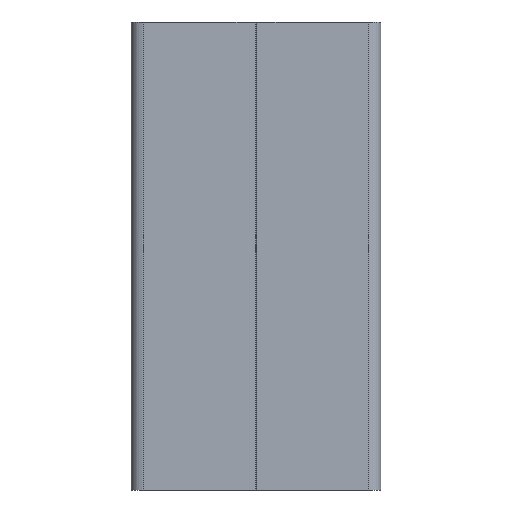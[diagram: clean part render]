
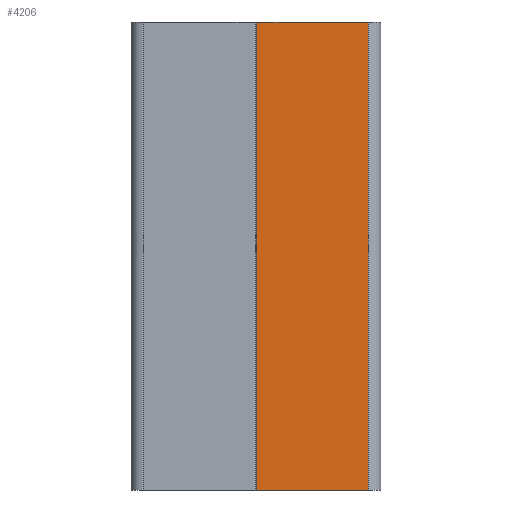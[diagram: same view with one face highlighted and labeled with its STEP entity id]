
A CAD part, front view. The second image highlights one B-rep face of the part: STEP entity #4206.
In plain terms, the highlighted planar face has unit normal (0, -1, 0).
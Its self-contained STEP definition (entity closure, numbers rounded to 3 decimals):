
#43 = PLANE('',#44);
#44 = AXIS2_PLACEMENT_3D('',#45,#46,#47);
#45 = CARTESIAN_POINT('',(40.,7.99,150.));
#46 = DIRECTION('',(0.,0.,1.));
#47 = DIRECTION('',(1.,0.,-0.));
#96 = PLANE('',#97);
#97 = AXIS2_PLACEMENT_3D('',#98,#99,#100);
#98 = CARTESIAN_POINT('',(40.,7.99,0.));
#99 = DIRECTION('',(0.,0.,1.));
#100 = DIRECTION('',(1.,0.,-0.));
#832 = VERTEX_POINT('',#833);
#833 = CARTESIAN_POINT('',(76.,0.,0.));
#848 = CYLINDRICAL_SURFACE('',#849,4.);
#849 = AXIS2_PLACEMENT_3D('',#850,#851,#852);
#850 = CARTESIAN_POINT('',(76.,4.,0.));
#851 = DIRECTION('',(-0.,-0.,1.));
#852 = DIRECTION('',(0.,-1.,0.));
#860 = EDGE_CURVE('',#861,#832,#863,.T.);
#861 = VERTEX_POINT('',#862);
#862 = CARTESIAN_POINT('',(40.3,0.,0.));
#863 = SURFACE_CURVE('',#864,(#868,#875),.PCURVE_S1.);
#864 = LINE('',#865,#866);
#865 = CARTESIAN_POINT('',(40.3,0.,0.));
#866 = VECTOR('',#867,1.);
#867 = DIRECTION('',(1.,0.,0.));
#868 = PCURVE('',#96,#869);
#869 = DEFINITIONAL_REPRESENTATION('',(#870),#874);
#870 = LINE('',#871,#872);
#871 = CARTESIAN_POINT('',(0.3,-7.99));
#872 = VECTOR('',#873,1.);
#873 = DIRECTION('',(1.,0.));
#874 = ( GEOMETRIC_REPRESENTATION_CONTEXT(2) 
PARAMETRIC_REPRESENTATION_CONTEXT() REPRESENTATION_CONTEXT('2D SPACE',''
  ) );
#875 = PCURVE('',#876,#881);
#876 = PLANE('',#877);
#877 = AXIS2_PLACEMENT_3D('',#878,#879,#880);
#878 = CARTESIAN_POINT('',(76.,0.,0.));
#879 = DIRECTION('',(0.,-1.,0.));
#880 = DIRECTION('',(0.,0.,-1.));
#881 = DEFINITIONAL_REPRESENTATION('',(#882),#886);
#882 = LINE('',#883,#884);
#883 = CARTESIAN_POINT('',(0.,-35.7));
#884 = VECTOR('',#885,1.);
#885 = DIRECTION('',(0.,1.));
#886 = ( GEOMETRIC_REPRESENTATION_CONTEXT(2) 
PARAMETRIC_REPRESENTATION_CONTEXT() REPRESENTATION_CONTEXT('2D SPACE',''
  ) );
#904 = PLANE('',#905);
#905 = AXIS2_PLACEMENT_3D('',#906,#907,#908);
#906 = CARTESIAN_POINT('',(40.3,0.,0.));
#907 = DIRECTION('',(-0.707,-0.707,0.));
#908 = DIRECTION('',(-0.707,0.707,0.));
#2623 = VERTEX_POINT('',#2624);
#2624 = CARTESIAN_POINT('',(40.3,0.,150.));
#2645 = EDGE_CURVE('',#2646,#2623,#2648,.T.);
#2646 = VERTEX_POINT('',#2647);
#2647 = CARTESIAN_POINT('',(76.,0.,150.));
#2648 = SURFACE_CURVE('',#2649,(#2653,#2660),.PCURVE_S1.);
#2649 = LINE('',#2650,#2651);
#2650 = CARTESIAN_POINT('',(40.3,0.,150.));
#2651 = VECTOR('',#2652,1.);
#2652 = DIRECTION('',(-1.,0.,0.));
#2653 = PCURVE('',#43,#2654);
#2654 = DEFINITIONAL_REPRESENTATION('',(#2655),#2659);
#2655 = LINE('',#2656,#2657);
#2656 = CARTESIAN_POINT('',(0.3,-7.99));
#2657 = VECTOR('',#2658,1.);
#2658 = DIRECTION('',(-1.,0.));
#2659 = ( GEOMETRIC_REPRESENTATION_CONTEXT(2) 
PARAMETRIC_REPRESENTATION_CONTEXT() REPRESENTATION_CONTEXT('2D SPACE',''
  ) );
#2660 = PCURVE('',#876,#2661);
#2661 = DEFINITIONAL_REPRESENTATION('',(#2662),#2666);
#2662 = LINE('',#2663,#2664);
#2663 = CARTESIAN_POINT('',(-150.,-35.7));
#2664 = VECTOR('',#2665,1.);
#2665 = DIRECTION('',(0.,-1.));
#2666 = ( GEOMETRIC_REPRESENTATION_CONTEXT(2) 
PARAMETRIC_REPRESENTATION_CONTEXT() REPRESENTATION_CONTEXT('2D SPACE',''
  ) );
#3314 = EDGE_CURVE('',#832,#2646,#3315,.T.);
#3315 = SURFACE_CURVE('',#3316,(#3320,#3327),.PCURVE_S1.);
#3316 = LINE('',#3317,#3318);
#3317 = CARTESIAN_POINT('',(76.,0.,0.));
#3318 = VECTOR('',#3319,1.);
#3319 = DIRECTION('',(0.,0.,1.));
#3320 = PCURVE('',#848,#3321);
#3321 = DEFINITIONAL_REPRESENTATION('',(#3322),#3326);
#3322 = LINE('',#3323,#3324);
#3323 = CARTESIAN_POINT('',(0.,0.));
#3324 = VECTOR('',#3325,1.);
#3325 = DIRECTION('',(0.,1.));
#3326 = ( GEOMETRIC_REPRESENTATION_CONTEXT(2) 
PARAMETRIC_REPRESENTATION_CONTEXT() REPRESENTATION_CONTEXT('2D SPACE',''
  ) );
#3327 = PCURVE('',#876,#3328);
#3328 = DEFINITIONAL_REPRESENTATION('',(#3329),#3333);
#3329 = LINE('',#3330,#3331);
#3330 = CARTESIAN_POINT('',(0.,0.));
#3331 = VECTOR('',#3332,1.);
#3332 = DIRECTION('',(-1.,0.));
#3333 = ( GEOMETRIC_REPRESENTATION_CONTEXT(2) 
PARAMETRIC_REPRESENTATION_CONTEXT() REPRESENTATION_CONTEXT('2D SPACE',''
  ) );
#4206 = ADVANCED_FACE('',(#4207),#876,.T.);
#4207 = FACE_BOUND('',#4208,.T.);
#4208 = EDGE_LOOP('',(#4209,#4210,#4231,#4232));
#4209 = ORIENTED_EDGE('',*,*,#2645,.T.);
#4210 = ORIENTED_EDGE('',*,*,#4211,.F.);
#4211 = EDGE_CURVE('',#861,#2623,#4212,.T.);
#4212 = SURFACE_CURVE('',#4213,(#4217,#4224),.PCURVE_S1.);
#4213 = LINE('',#4214,#4215);
#4214 = CARTESIAN_POINT('',(40.3,0.,0.));
#4215 = VECTOR('',#4216,1.);
#4216 = DIRECTION('',(0.,0.,1.));
#4217 = PCURVE('',#876,#4218);
#4218 = DEFINITIONAL_REPRESENTATION('',(#4219),#4223);
#4219 = LINE('',#4220,#4221);
#4220 = CARTESIAN_POINT('',(0.,-35.7));
#4221 = VECTOR('',#4222,1.);
#4222 = DIRECTION('',(-1.,0.));
#4223 = ( GEOMETRIC_REPRESENTATION_CONTEXT(2) 
PARAMETRIC_REPRESENTATION_CONTEXT() REPRESENTATION_CONTEXT('2D SPACE',''
  ) );
#4224 = PCURVE('',#904,#4225);
#4225 = DEFINITIONAL_REPRESENTATION('',(#4226),#4230);
#4226 = LINE('',#4227,#4228);
#4227 = CARTESIAN_POINT('',(0.,0.));
#4228 = VECTOR('',#4229,1.);
#4229 = DIRECTION('',(0.,-1.));
#4230 = ( GEOMETRIC_REPRESENTATION_CONTEXT(2) 
PARAMETRIC_REPRESENTATION_CONTEXT() REPRESENTATION_CONTEXT('2D SPACE',''
  ) );
#4231 = ORIENTED_EDGE('',*,*,#860,.T.);
#4232 = ORIENTED_EDGE('',*,*,#3314,.T.);
